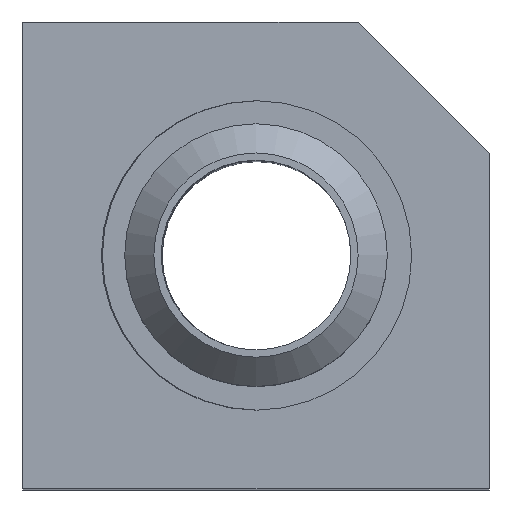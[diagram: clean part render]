
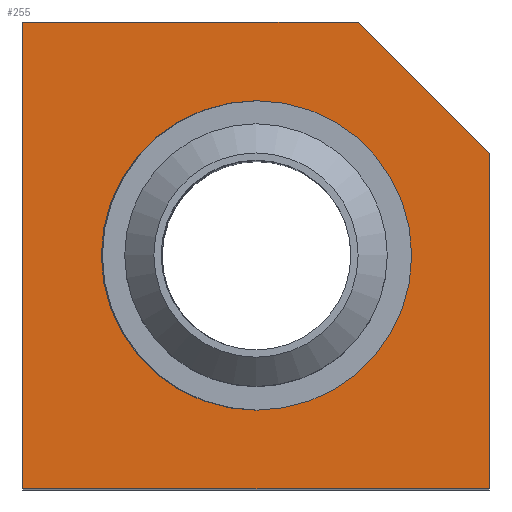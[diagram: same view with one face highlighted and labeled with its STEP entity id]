
A CAD part, top view. The second image highlights one B-rep face of the part: STEP entity #255.
In plain terms, the highlighted planar face has unit normal (0, 0, 1).
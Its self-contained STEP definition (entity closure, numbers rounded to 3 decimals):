
#58 = VERTEX_POINT('',#59);
#59 = CARTESIAN_POINT('',(-8.,-8.,20.));
#65 = EDGE_CURVE('',#58,#66,#68,.T.);
#66 = VERTEX_POINT('',#67);
#67 = CARTESIAN_POINT('',(8.,-8.,20.));
#68 = LINE('',#69,#70);
#69 = CARTESIAN_POINT('',(-8.,-8.,20.));
#70 = VECTOR('',#71,1.);
#71 = DIRECTION('',(1.,0.,0.));
#96 = EDGE_CURVE('',#66,#97,#99,.T.);
#97 = VERTEX_POINT('',#98);
#98 = CARTESIAN_POINT('',(8.,3.5,20.));
#99 = LINE('',#100,#101);
#100 = CARTESIAN_POINT('',(8.,-8.,20.));
#101 = VECTOR('',#102,1.);
#102 = DIRECTION('',(0.,1.,0.));
#127 = EDGE_CURVE('',#97,#128,#130,.T.);
#128 = VERTEX_POINT('',#129);
#129 = CARTESIAN_POINT('',(3.5,8.,20.));
#130 = LINE('',#131,#132);
#131 = CARTESIAN_POINT('',(8.,3.5,20.));
#132 = VECTOR('',#133,1.);
#133 = DIRECTION('',(-0.707,0.707,0.));
#158 = EDGE_CURVE('',#128,#159,#161,.T.);
#159 = VERTEX_POINT('',#160);
#160 = CARTESIAN_POINT('',(-8.,8.,20.));
#161 = LINE('',#162,#163);
#162 = CARTESIAN_POINT('',(3.5,8.,20.));
#163 = VECTOR('',#164,1.);
#164 = DIRECTION('',(-1.,0.,0.));
#189 = EDGE_CURVE('',#159,#58,#190,.T.);
#190 = LINE('',#191,#192);
#191 = CARTESIAN_POINT('',(-8.,8.,20.));
#192 = VECTOR('',#193,1.);
#193 = DIRECTION('',(0.,-1.,0.));
#213 = VERTEX_POINT('',#214);
#214 = CARTESIAN_POINT('',(5.3,0.,20.));
#220 = EDGE_CURVE('',#213,#213,#221,.T.);
#221 = CIRCLE('',#222,5.3);
#222 = AXIS2_PLACEMENT_3D('',#223,#224,#225);
#223 = CARTESIAN_POINT('',(0.,0.,20.));
#224 = DIRECTION('',(0.,0.,1.));
#225 = DIRECTION('',(1.,0.,0.));
#255 = ADVANCED_FACE('',(#256,#263),#266,.T.);
#256 = FACE_BOUND('',#257,.T.);
#257 = EDGE_LOOP('',(#258,#259,#260,#261,#262));
#258 = ORIENTED_EDGE('',*,*,#65,.T.);
#259 = ORIENTED_EDGE('',*,*,#96,.T.);
#260 = ORIENTED_EDGE('',*,*,#127,.T.);
#261 = ORIENTED_EDGE('',*,*,#158,.T.);
#262 = ORIENTED_EDGE('',*,*,#189,.T.);
#263 = FACE_BOUND('',#264,.F.);
#264 = EDGE_LOOP('',(#265));
#265 = ORIENTED_EDGE('',*,*,#220,.T.);
#266 = PLANE('',#267);
#267 = AXIS2_PLACEMENT_3D('',#268,#269,#270);
#268 = CARTESIAN_POINT('',(-0.284,-0.284,20.));
#269 = DIRECTION('',(0.,0.,1.));
#270 = DIRECTION('',(1.,0.,0.));
